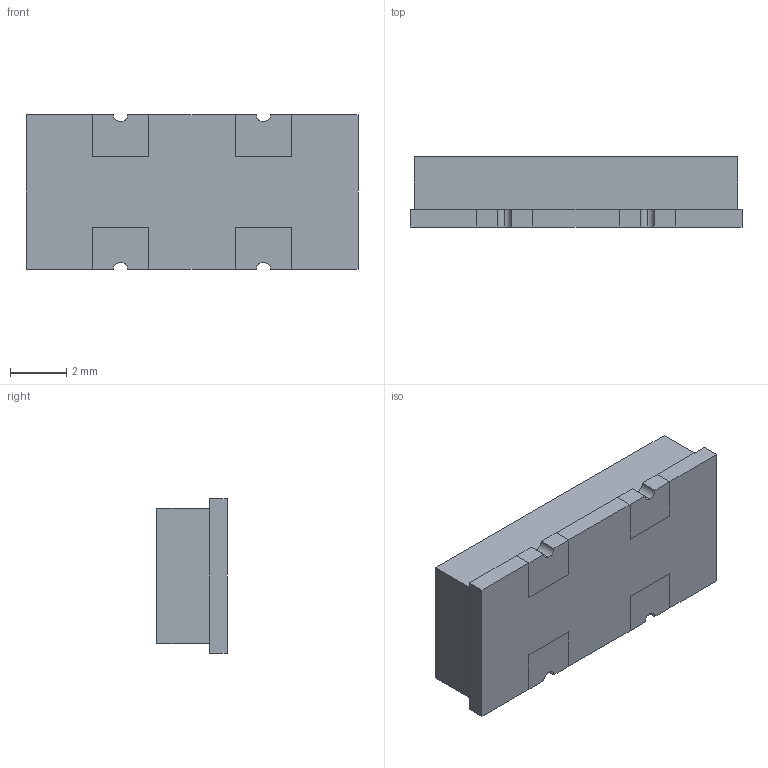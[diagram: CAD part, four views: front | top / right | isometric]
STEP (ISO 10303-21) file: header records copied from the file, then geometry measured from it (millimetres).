
FILE_DESCRIPTION (( 'STEP AP214' ), '1' );
FILE_NAME ('CSM-12.STEP', '2017-12-09T02:24:15', ( '' ), ( '' ), 'SwSTEP 2.0', 'SolidWorks 2016', '' );
FILE_SCHEMA (( 'AUTOMOTIVE_DESIGN' ));
Length unit declared in the file: millimetre
Products named in the file (1): CSM-12
Bounding box: 11.8 x 2.5 x 5.5 mm (x, y, z)
Volume: 143.9 mm3; surface area: 256.1 mm2
Topology: 5 solids, 5 shells, 68 faces, 166 edges, 108 vertices
Faces by surface type: plane 62, cylinder 6
Entity records: 2600 total; most frequent: CARTESIAN_POINT 343, ORIENTED_EDGE 332, DIRECTION 316, EDGE_CURVE 166, LINE 154, VECTOR 154, VERTEX_POINT 108, AXIS2_PLACEMENT_3D 81
